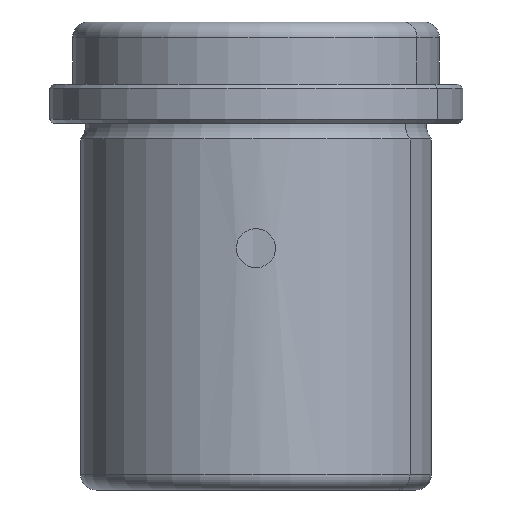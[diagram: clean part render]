
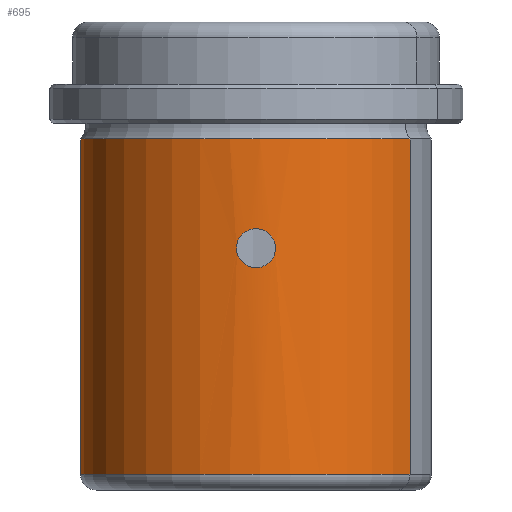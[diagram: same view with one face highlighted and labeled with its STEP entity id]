
A CAD part, front view. The second image highlights one B-rep face of the part: STEP entity #695.
In plain terms, the highlighted cylindrical face has radius 22.5 mm (diameter 45 mm), a partial arc.
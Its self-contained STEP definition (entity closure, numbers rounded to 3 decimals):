
#94=CARTESIAN_POINT('Vertex',(-2.194,-22.393,-14.801)) ;
#98=CARTESIAN_POINT('Control Point',(2.194,-22.393,-17.199)) ;
#99=CARTESIAN_POINT('Control Point',(2.044,-22.407,-17.473)) ;
#100=CARTESIAN_POINT('Control Point',(1.851,-22.425,-17.724)) ;
#101=CARTESIAN_POINT('Control Point',(1.621,-22.444,-17.942)) ;
#102=CARTESIAN_POINT('Control Point',(0.838,-22.495,-18.479)) ;
#103=CARTESIAN_POINT('Control Point',(-0.136,-22.515,-18.619)) ;
#104=CARTESIAN_POINT('Control Point',(-0.796,-22.498,-18.498)) ;
#105=CARTESIAN_POINT('Control Point',(-1.95,-22.426,-17.864)) ;
#106=CARTESIAN_POINT('Control Point',(-2.535,-22.358,-16.682)) ;
#107=CARTESIAN_POINT('Control Point',(-2.625,-22.345,-16.008)) ;
#108=CARTESIAN_POINT('Control Point',(-2.497,-22.363,-15.356)) ;
#109=CARTESIAN_POINT('Control Point',(-2.194,-22.393,-14.801)) ;
#110=CARTESIAN_POINT('Vertex',(2.194,-22.393,-17.199)) ;
#241=CARTESIAN_POINT('Vertex',(19.746,-10.787,-45.)) ;
#244=CARTESIAN_POINT('Axis2P3D Location',(0.,0.,-45.)) ;
#248=CARTESIAN_POINT('Vertex',(-19.746,10.787,-45.)) ;
#280=CARTESIAN_POINT('Axis2P3D Location',(0.,0.,-17.)) ;
#285=CARTESIAN_POINT('Line Origine',(-19.746,10.787,-24.5)) ;
#289=CARTESIAN_POINT('Vertex',(-19.746,10.787,-2.)) ;
#296=CARTESIAN_POINT('Vertex',(19.746,-10.787,-2.)) ;
#299=CARTESIAN_POINT('Line Origine',(19.746,-10.787,-24.5)) ;
#633=CARTESIAN_POINT('Axis2P3D Location',(0.,0.,-2.)) ;
#678=CARTESIAN_POINT('Control Point',(-2.194,-22.393,-14.801)) ;
#679=CARTESIAN_POINT('Control Point',(-2.044,-22.407,-14.527)) ;
#680=CARTESIAN_POINT('Control Point',(-1.851,-22.425,-14.276)) ;
#681=CARTESIAN_POINT('Control Point',(-1.621,-22.444,-14.058)) ;
#682=CARTESIAN_POINT('Control Point',(-0.838,-22.495,-13.521)) ;
#683=CARTESIAN_POINT('Control Point',(0.136,-22.515,-13.381)) ;
#684=CARTESIAN_POINT('Control Point',(0.796,-22.498,-13.502)) ;
#685=CARTESIAN_POINT('Control Point',(1.95,-22.426,-14.136)) ;
#686=CARTESIAN_POINT('Control Point',(2.535,-22.358,-15.318)) ;
#687=CARTESIAN_POINT('Control Point',(2.625,-22.345,-15.992)) ;
#688=CARTESIAN_POINT('Control Point',(2.497,-22.363,-16.644)) ;
#689=CARTESIAN_POINT('Control Point',(2.194,-22.393,-17.199)) ;
#245=DIRECTION('Axis2P3D Direction',(0.,0.,-1.)) ;
#281=DIRECTION('Axis2P3D Direction',(0.,0.,-1.)) ;
#282=DIRECTION('Axis2P3D XDirection',(-0.878,0.479,-0.)) ;
#286=DIRECTION('Vector Direction',(0.,0.,-1.)) ;
#300=DIRECTION('Vector Direction',(0.,0.,-1.)) ;
#634=DIRECTION('Axis2P3D Direction',(0.,0.,-1.)) ;
#246=AXIS2_PLACEMENT_3D('Circle Axis2P3D',#244,#245,$) ;
#283=AXIS2_PLACEMENT_3D('Cylinder Axis2P3D',#280,#281,#282) ;
#635=AXIS2_PLACEMENT_3D('Circle Axis2P3D',#633,#634,$) ;
#672=ORIENTED_EDGE('',*,*,#303,.T.) ;
#673=ORIENTED_EDGE('',*,*,#637,.T.) ;
#674=ORIENTED_EDGE('',*,*,#291,.F.) ;
#675=ORIENTED_EDGE('',*,*,#250,.F.) ;
#692=ORIENTED_EDGE('',*,*,#112,.T.) ;
#693=ORIENTED_EDGE('',*,*,#690,.T.) ;
#694=FACE_BOUND('',#691,.T.) ;
#287=VECTOR('Line Direction',#286,1.) ;
#301=VECTOR('Line Direction',#300,1.) ;
#695=ADVANCED_FACE('PartBody',(#676,#694),#284,.T.) ;
#97=B_SPLINE_CURVE_WITH_KNOTS('',5,(#98,#99,#100,#101,#102,#103,#104,#105,#106,#107,#108,#109),.UNSPECIFIED.,.F.,.U.,(6,3,3,6),(0.,2.213,6.639,11.116),.UNSPECIFIED.) ;
#677=B_SPLINE_CURVE_WITH_KNOTS('',5,(#678,#679,#680,#681,#682,#683,#684,#685,#686,#687,#688,#689),.UNSPECIFIED.,.F.,.U.,(6,3,3,6),(0.,2.213,6.639,11.116),.UNSPECIFIED.) ;
#247=CIRCLE('generated circle',#246,22.5) ;
#636=CIRCLE('generated circle',#635,22.5) ;
#284=CYLINDRICAL_SURFACE('generated cylinder',#283,22.5) ;
#112=EDGE_CURVE('',#111,#95,#97,.T.) ;
#250=EDGE_CURVE('',#242,#249,#247,.T.) ;
#291=EDGE_CURVE('',#249,#290,#288,.F.) ;
#303=EDGE_CURVE('',#242,#297,#302,.F.) ;
#637=EDGE_CURVE('',#297,#290,#636,.T.) ;
#690=EDGE_CURVE('',#95,#111,#677,.T.) ;
#671=EDGE_LOOP('',(#672,#673,#674,#675)) ;
#691=EDGE_LOOP('',(#692,#693)) ;
#676=FACE_OUTER_BOUND('',#671,.T.) ;
#288=LINE('Line',#285,#287) ;
#302=LINE('Line',#299,#301) ;
#95=VERTEX_POINT('',#94) ;
#111=VERTEX_POINT('',#110) ;
#242=VERTEX_POINT('',#241) ;
#249=VERTEX_POINT('',#248) ;
#290=VERTEX_POINT('',#289) ;
#297=VERTEX_POINT('',#296) ;
